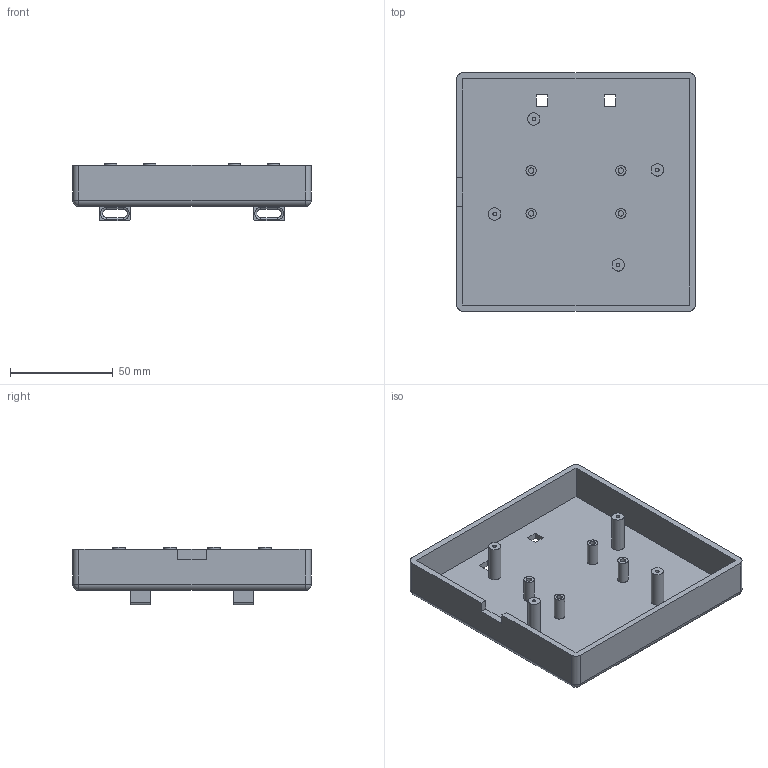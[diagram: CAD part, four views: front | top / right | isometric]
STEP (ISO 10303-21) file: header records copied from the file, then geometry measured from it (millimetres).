
FILE_DESCRIPTION(('FreeCAD Model'),'2;1');
FILE_NAME('Open CASCADE Shape Model','2021-07-14T01:07:03',('Author'),( ''),'Open CASCADE STEP processor 7.5','FreeCAD','Unknown');
FILE_SCHEMA(('AUTOMOTIVE_DESIGN { 1 0 10303 214 1 1 1 1 }'));
Length unit declared in the file: millimetre
Products named in the file (1): CaseBasis
Bounding box: 116 x 116 x 28 mm (x, y, z)
Volume: 66864.5 mm3; surface area: 47734.4 mm2
Topology: 1 solids, 1 shells, 142 faces, 316 edges, 196 vertices
Faces by surface type: plane 66, cylinder 56, torus 16, sphere 4
Full cylindrical faces by diameter (mm): 1.7 x4, 2.6 x4, 5 x4, 6 x4
Entity records: 8353 total; most frequent: CARTESIAN_POINT 1709, DIRECTION 1313, LINE 744, VECTOR 744, ORIENTED_EDGE 632, PCURVE 632, DEFINITIONAL_REPRESENTATION 632, EDGE_CURVE 316
